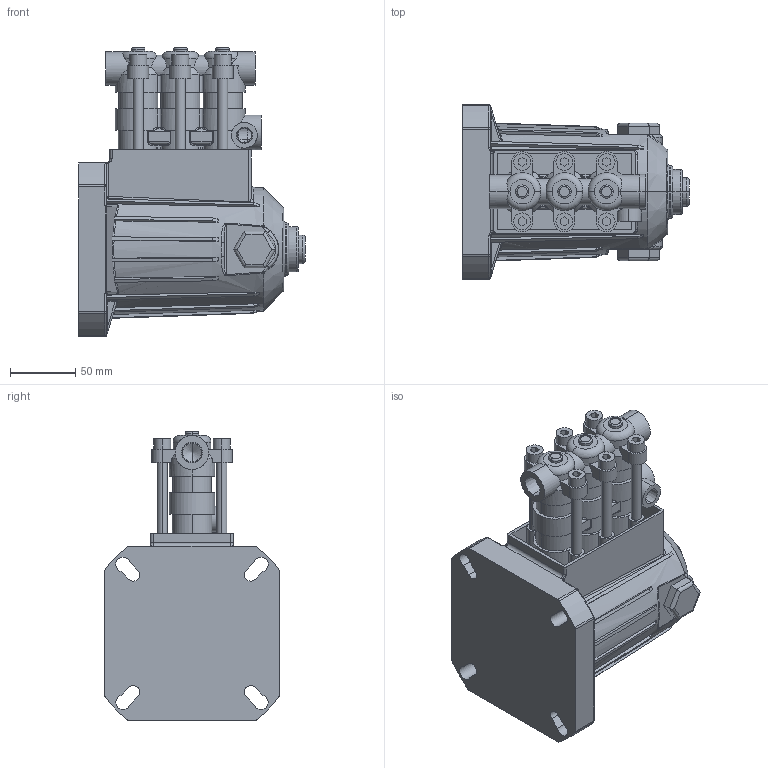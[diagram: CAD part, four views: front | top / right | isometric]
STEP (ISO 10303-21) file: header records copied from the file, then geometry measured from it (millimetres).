
FILE_DESCRIPTION (( 'STEP AP203' ), '1' );
FILE_NAME ('2SF05SEEL.STEP', '2010-10-19T17:06:40', ( 'Eric Peterson' ), ( 'DDC' ), 'SwSTEP 2.0', 'SolidWorks 2010', '' );
FILE_SCHEMA (( 'CONFIG_CONTROL_DESIGN' ));
Length unit declared in the file: inch
Products named in the file (1): 2SF05SEEL
Bounding box: 173.48 x 133.35 x 221.23 mm (x, y, z)
Volume: 1755602.8 mm3; surface area: 173847.7 mm2
Topology: 18 solids, 18 shells, 823 faces, 2021 edges, 1254 vertices
Faces by surface type: plane 322, cylinder 263, bspline 110, torus 84, cone 30, sphere 14
Entity records: 40249 total; most frequent: CARTESIAN_POINT 21490, ORIENTED_EDGE 4002, DIRECTION 3759, EDGE_CURVE 2001, AXIS2_PLACEMENT_3D 1464, VERTEX_POINT 1254, EDGE_LOOP 877, LINE 831
